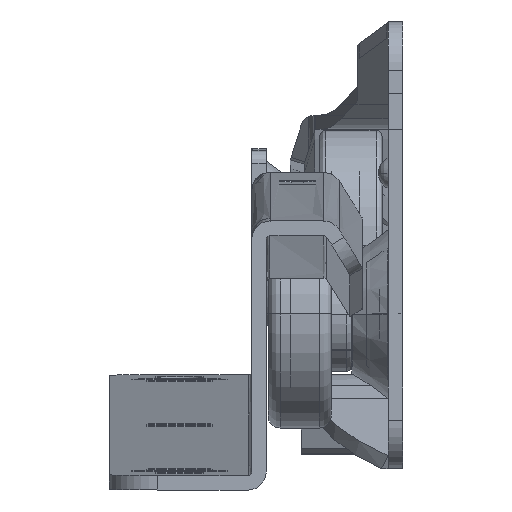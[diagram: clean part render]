
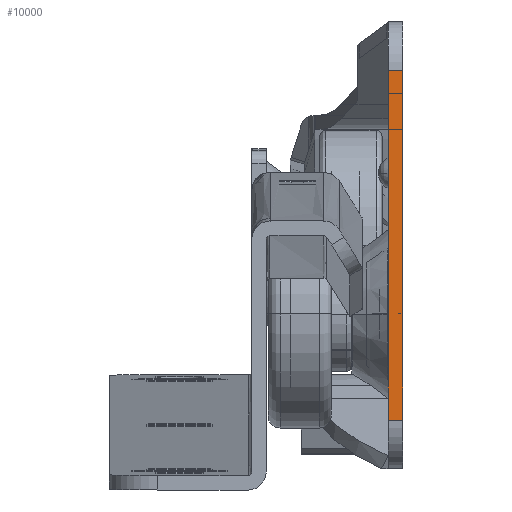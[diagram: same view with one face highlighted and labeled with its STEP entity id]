
A CAD part, top view. The second image highlights one B-rep face of the part: STEP entity #10000.
In plain terms, the highlighted planar face has unit normal (0, 0, 1).
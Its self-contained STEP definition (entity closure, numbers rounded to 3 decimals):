
#25 = VECTOR ( 'NONE', #8728, 1000. ) ;
#159 = LINE ( 'NONE', #5312, #25 ) ;
#267 = LINE ( 'NONE', #1389, #11168 ) ;
#1389 = CARTESIAN_POINT ( 'NONE',  ( -1.2, -18., 0. ) ) ;
#1751 = CARTESIAN_POINT ( 'NONE',  ( -1.2, -18., 0. ) ) ;
#2436 = CARTESIAN_POINT ( 'NONE',  ( 0., -18., 0. ) ) ;
#2735 = ORIENTED_EDGE ( 'NONE', *, *, #7262, .T. ) ;
#2902 = VERTEX_POINT ( 'NONE', #7145 ) ;
#3262 = CARTESIAN_POINT ( 'NONE',  ( 0., 15., 0. ) ) ;
#3374 = LINE ( 'NONE', #5901, #4665 ) ;
#4630 = EDGE_CURVE ( 'NONE', #2902, #7142, #3374, .T. ) ;
#4665 = VECTOR ( 'NONE', #6961, 1000. ) ;
#5012 = FACE_OUTER_BOUND ( 'NONE', #7269, .T. ) ;
#5160 = PLANE ( 'NONE',  #10026 ) ;
#5312 = CARTESIAN_POINT ( 'NONE',  ( -1.2, 15., 0. ) ) ;
#5901 = CARTESIAN_POINT ( 'NONE',  ( -1.2, -14., 0. ) ) ;
#6407 = VECTOR ( 'NONE', #12835, 1000. ) ;
#6744 = ORIENTED_EDGE ( 'NONE', *, *, #8928, .T. ) ;
#6961 = DIRECTION ( 'NONE',  ( 1., 0., 0. ) ) ;
#7142 = VERTEX_POINT ( 'NONE', #12094 ) ;
#7145 = CARTESIAN_POINT ( 'NONE',  ( -1.2, -14., 0. ) ) ;
#7262 = EDGE_CURVE ( 'NONE', #13621, #2902, #267, .T. ) ;
#7269 = EDGE_LOOP ( 'NONE', ( #2735, #11963, #8544, #6744 ) ) ;
#7573 = VERTEX_POINT ( 'NONE', #3262 ) ;
#7955 = CARTESIAN_POINT ( 'NONE',  ( -1.2, 15., 0. ) ) ;
#8156 = EDGE_CURVE ( 'NONE', #7573, #7142, #11720, .T. ) ;
#8231 = DIRECTION ( 'NONE',  ( 0., -1., 0. ) ) ;
#8544 = ORIENTED_EDGE ( 'NONE', *, *, #8156, .F. ) ;
#8728 = DIRECTION ( 'NONE',  ( -1., 0., 0. ) ) ;
#8928 = EDGE_CURVE ( 'NONE', #7573, #13621, #159, .T. ) ;
#10000 = ADVANCED_FACE ( 'NONE', ( #5012 ), #5160, .T. ) ;
#10026 = AXIS2_PLACEMENT_3D ( 'NONE', #1751, #12892, #10745 ) ;
#10745 = DIRECTION ( 'NONE',  ( 1., 0., 0. ) ) ;
#11168 = VECTOR ( 'NONE', #8231, 1000. ) ;
#11720 = LINE ( 'NONE', #2436, #6407 ) ;
#11963 = ORIENTED_EDGE ( 'NONE', *, *, #4630, .T. ) ;
#12094 = CARTESIAN_POINT ( 'NONE',  ( 0., -14., 0. ) ) ;
#12835 = DIRECTION ( 'NONE',  ( 0., -1., 0. ) ) ;
#12892 = DIRECTION ( 'NONE',  ( 0., 0., 1. ) ) ;
#13621 = VERTEX_POINT ( 'NONE', #7955 ) ;
